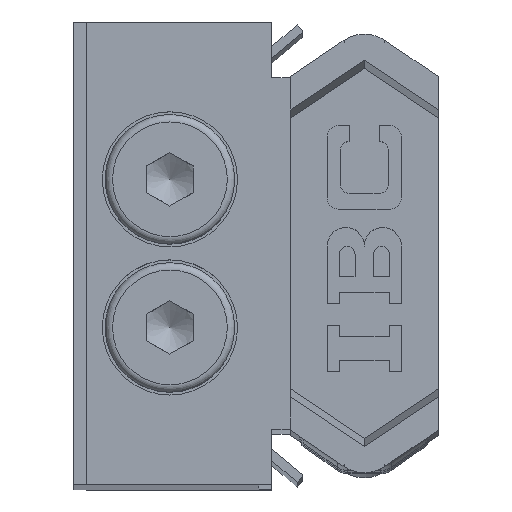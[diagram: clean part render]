
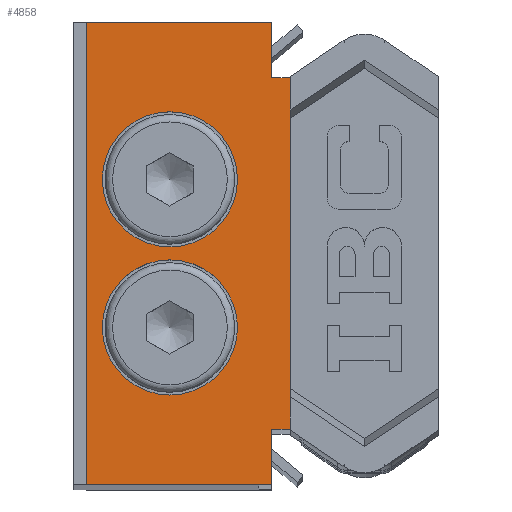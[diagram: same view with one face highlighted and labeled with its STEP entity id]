
A CAD part, top view. The second image highlights one B-rep face of the part: STEP entity #4858.
In plain terms, the highlighted face is planar.
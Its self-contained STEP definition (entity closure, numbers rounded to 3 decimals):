
#2511=CARTESIAN_POINT('',(9.051,-4.001,2.));
#2512=VERTEX_POINT('',#2511);
#2639=CARTESIAN_POINT('',(-9.053,-4.001,2.));
#2640=VERTEX_POINT('',#2639);
#4266=CARTESIAN_POINT('',(-7.304,-4.001,2.0));
#4267=VERTEX_POINT('',#4266);
#4268=CARTESIAN_POINT('',(7.299,-4.001,2.0));
#4269=VERTEX_POINT('',#4268);
#4270=CARTESIAN_POINT('',(-7.304,-4.001,2.));
#4271=DIRECTION('',(1.0,0.0,0.0));
#4272=VECTOR('',#4271,14.603);
#4273=LINE('',#4270,#4272);
#4274=EDGE_CURVE('',#4267,#4269,#4273,.T.);
#4428=CARTESIAN_POINT('',(0.35,-10.501,1.997));
#4429=VERTEX_POINT('',#4428);
#4430=CARTESIAN_POINT('',(4.,-10.501,1.997));
#4431=DIRECTION('',(0.0,0.,1.));
#4432=DIRECTION('',(-1.0,0.0,0.0));
#4433=AXIS2_PLACEMENT_3D('',#4430,#4431,#4432);
#4434=CIRCLE('',#4433,3.65);
#4435=EDGE_CURVE('',#4429,#4429,#4434,.T.);
#4538=CARTESIAN_POINT('',(-7.65,-10.501,1.997));
#4539=VERTEX_POINT('',#4538);
#4540=CARTESIAN_POINT('',(-4.,-10.501,1.997));
#4541=DIRECTION('',(0.0,0.,1.));
#4542=DIRECTION('',(-1.0,0.0,0.0));
#4543=AXIS2_PLACEMENT_3D('',#4540,#4541,#4542);
#4544=CIRCLE('',#4543,3.65);
#4545=EDGE_CURVE('',#4539,#4539,#4544,.T.);
#4599=CARTESIAN_POINT('',(-9.5,-5.001,2.));
#4600=VERTEX_POINT('',#4599);
#4609=CARTESIAN_POINT('',(-12.5,-5.001,2.));
#4610=VERTEX_POINT('',#4609);
#4611=CARTESIAN_POINT('',(-9.5,-5.001,2.));
#4612=DIRECTION('',(-1.0,0.0,0.0));
#4613=VECTOR('',#4612,3.0);
#4614=LINE('',#4611,#4613);
#4615=EDGE_CURVE('',#4600,#4610,#4614,.T.);
#4641=CARTESIAN_POINT('',(9.5,-5.001,2.));
#4642=VERTEX_POINT('',#4641);
#4657=CARTESIAN_POINT('',(12.5,-5.001,2.));
#4658=VERTEX_POINT('',#4657);
#4665=CARTESIAN_POINT('',(12.5,-5.001,2.));
#4666=DIRECTION('',(-1.0,0.0,0.0));
#4667=VECTOR('',#4666,3.0);
#4668=LINE('',#4665,#4667);
#4669=EDGE_CURVE('',#4658,#4642,#4668,.T.);
#4681=CARTESIAN_POINT('',(12.5,-15.001,1.996));
#4682=VERTEX_POINT('',#4681);
#4689=CARTESIAN_POINT('',(12.5,-5.001,2.));
#4690=DIRECTION('',(0.0,-1.,0.));
#4691=VECTOR('',#4690,10.0);
#4692=LINE('',#4689,#4691);
#4693=EDGE_CURVE('',#4658,#4682,#4692,.T.);
#4710=CARTESIAN_POINT('',(-12.5,-15.001,1.996));
#4711=VERTEX_POINT('',#4710);
#4727=CARTESIAN_POINT('',(-12.5,-5.001,2.));
#4728=DIRECTION('',(0.0,-1.,0.));
#4729=VECTOR('',#4728,10.0);
#4730=LINE('',#4727,#4729);
#4731=EDGE_CURVE('',#4610,#4711,#4730,.T.);
#4749=CARTESIAN_POINT('',(12.5,-15.001,1.996));
#4750=DIRECTION('',(-1.0,0.0,0.0));
#4751=VECTOR('',#4750,25.0);
#4752=LINE('',#4749,#4751);
#4753=EDGE_CURVE('',#4682,#4711,#4752,.T.);
#4772=CARTESIAN_POINT('',(9.5,-4.001,2.));
#4773=VERTEX_POINT('',#4772);
#4780=CARTESIAN_POINT('',(9.5,-4.001,2.));
#4781=DIRECTION('',(-1.0,0.0,0.0));
#4782=VECTOR('',#4781,0.449);
#4783=LINE('',#4780,#4782);
#4784=EDGE_CURVE('',#4773,#2512,#4783,.T.);
#4795=CARTESIAN_POINT('',(9.5,-4.001,2.));
#4796=DIRECTION('',(0.0,-1.,0.));
#4797=VECTOR('',#4796,1.0);
#4798=LINE('',#4795,#4797);
#4799=EDGE_CURVE('',#4773,#4642,#4798,.T.);
#4811=CARTESIAN_POINT('',(9.5,-4.001,2.));
#4812=DIRECTION('',(0.,0.,-1.));
#4813=DIRECTION('',(-1.0,0.0,0.0));
#4814=AXIS2_PLACEMENT_3D('',#4811,#4812,#4813);
#4815=PLANE('',#4814);
#4816=CARTESIAN_POINT('',(-9.5,-4.001,2.));
#4817=VERTEX_POINT('',#4816);
#4818=CARTESIAN_POINT('',(-9.5,-4.001,2.));
#4819=DIRECTION('',(0.0,-1.,0.));
#4820=VECTOR('',#4819,1.);
#4821=LINE('',#4818,#4820);
#4822=EDGE_CURVE('',#4817,#4600,#4821,.T.);
#4823=ORIENTED_EDGE('',*,*,#4822,.F.);
#4824=CARTESIAN_POINT('',(-9.053,-4.001,2.));
#4825=DIRECTION('',(-1.0,0.0,0.0));
#4826=VECTOR('',#4825,0.447);
#4827=LINE('',#4824,#4826);
#4828=EDGE_CURVE('',#2640,#4817,#4827,.T.);
#4829=ORIENTED_EDGE('',*,*,#4828,.F.);
#4830=CARTESIAN_POINT('',(-7.304,-4.001,2.));
#4831=DIRECTION('',(-1.0,0.0,0.0));
#4832=VECTOR('',#4831,1.749);
#4833=LINE('',#4830,#4832);
#4834=EDGE_CURVE('',#4267,#2640,#4833,.T.);
#4835=ORIENTED_EDGE('',*,*,#4834,.F.);
#4836=ORIENTED_EDGE('',*,*,#4274,.T.);
#4837=CARTESIAN_POINT('',(9.051,-4.001,2.));
#4838=DIRECTION('',(-1.0,0.0,0.0));
#4839=VECTOR('',#4838,1.752);
#4840=LINE('',#4837,#4839);
#4841=EDGE_CURVE('',#2512,#4269,#4840,.T.);
#4842=ORIENTED_EDGE('',*,*,#4841,.F.);
#4843=ORIENTED_EDGE('',*,*,#4784,.F.);
#4844=ORIENTED_EDGE('',*,*,#4799,.T.);
#4845=ORIENTED_EDGE('',*,*,#4669,.F.);
#4846=ORIENTED_EDGE('',*,*,#4693,.T.);
#4847=ORIENTED_EDGE('',*,*,#4753,.T.);
#4848=ORIENTED_EDGE('',*,*,#4731,.F.);
#4849=ORIENTED_EDGE('',*,*,#4615,.F.);
#4850=EDGE_LOOP('',(#4823,#4829,#4835,#4836,#4842,#4843,#4844,#4845,#4846,#4847,#4848,#4849));
#4851=FACE_OUTER_BOUND('',#4850,.T.);
#4852=ORIENTED_EDGE('',*,*,#4435,.T.);
#4853=EDGE_LOOP('',(#4852));
#4854=FACE_BOUND('',#4853,.T.);
#4855=ORIENTED_EDGE('',*,*,#4545,.T.);
#4856=EDGE_LOOP('',(#4855));
#4857=FACE_BOUND('',#4856,.T.);
#4858=ADVANCED_FACE('',(#4851,#4854,#4857),#4815,.T.);
